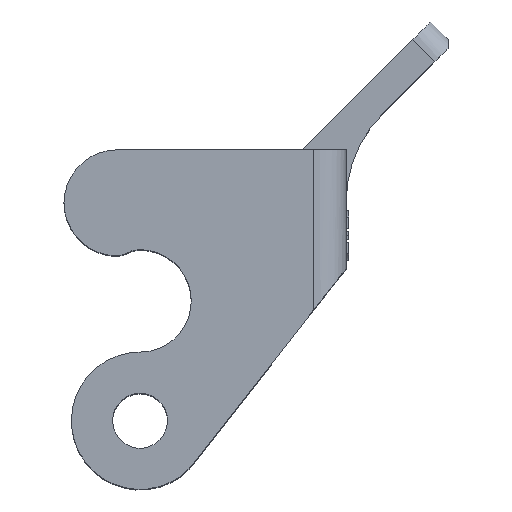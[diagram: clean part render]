
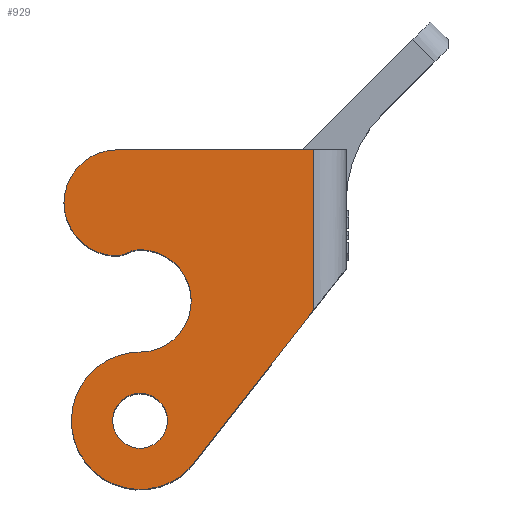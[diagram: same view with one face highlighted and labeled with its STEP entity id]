
A CAD part, top view. The second image highlights one B-rep face of the part: STEP entity #929.
In plain terms, the highlighted planar face has unit normal (0, 0, 1).
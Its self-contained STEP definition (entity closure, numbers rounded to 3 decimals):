
#667=FACE_BOUND('',#1328,.T.);
#668=FACE_BOUND('',#1329,.T.);
#760=CIRCLE('',#3949,2.2);
#763=CIRCLE('',#3953,4.1);
#765=CIRCLE('',#3956,2.1);
#767=CIRCLE('',#3959,2.5);
#769=CIRCLE('',#3962,4.3);
#771=CIRCLE('',#3965,4.3);
#772=CIRCLE('',#3967,5.5);
#929=ADVANCED_FACE('',(#667,#668),#1050,.T.);
#1050=PLANE('',#3968);
#1328=EDGE_LOOP('',(#1901));
#1329=EDGE_LOOP('',(#1902,#1903,#1904,#1905,#1906,#1907,#1908,#1909,#1910));
#1901=ORIENTED_EDGE('',*,*,#2704,.T.);
#1902=ORIENTED_EDGE('',*,*,#2722,.T.);
#1903=ORIENTED_EDGE('',*,*,#2720,.T.);
#1904=ORIENTED_EDGE('',*,*,#2717,.T.);
#1905=ORIENTED_EDGE('',*,*,#2714,.T.);
#1906=ORIENTED_EDGE('',*,*,#2711,.T.);
#1907=ORIENTED_EDGE('',*,*,#2708,.T.);
#1908=ORIENTED_EDGE('',*,*,#2723,.F.);
#1909=ORIENTED_EDGE('',*,*,#2724,.T.);
#1910=ORIENTED_EDGE('',*,*,#2725,.T.);
#2349=VERTEX_POINT('',#5534);
#2353=VERTEX_POINT('',#5542);
#2354=VERTEX_POINT('',#5544);
#2356=VERTEX_POINT('',#5550);
#2358=VERTEX_POINT('',#5556);
#2360=VERTEX_POINT('',#5562);
#2362=VERTEX_POINT('',#5568);
#2363=VERTEX_POINT('',#5572);
#2364=VERTEX_POINT('',#5574);
#2365=VERTEX_POINT('',#5576);
#2704=EDGE_CURVE('',#2349,#2349,#760,.T.);
#2708=EDGE_CURVE('',#2354,#2353,#763,.T.);
#2711=EDGE_CURVE('',#2356,#2354,#765,.T.);
#2714=EDGE_CURVE('',#2358,#2356,#767,.T.);
#2717=EDGE_CURVE('',#2360,#2358,#769,.T.);
#2720=EDGE_CURVE('',#2362,#2360,#771,.T.);
#2722=EDGE_CURVE('',#2363,#2362,#3127,.T.);
#2723=EDGE_CURVE('',#2364,#2353,#772,.T.);
#2724=EDGE_CURVE('',#2364,#2365,#3128,.T.);
#2725=EDGE_CURVE('',#2365,#2363,#3129,.T.);
#3127=LINE('',#5571,#3447);
#3128=LINE('',#5575,#3448);
#3129=LINE('',#5577,#3449);
#3447=VECTOR('',#4614,1.);
#3448=VECTOR('',#4617,1.);
#3449=VECTOR('',#4618,1.);
#3949=AXIS2_PLACEMENT_3D('',#5533,#4572,#4573);
#3953=AXIS2_PLACEMENT_3D('',#5543,#4581,#4582);
#3956=AXIS2_PLACEMENT_3D('',#5549,#4588,#4589);
#3959=AXIS2_PLACEMENT_3D('',#5555,#4595,#4596);
#3962=AXIS2_PLACEMENT_3D('',#5561,#4602,#4603);
#3965=AXIS2_PLACEMENT_3D('',#5567,#4609,#4610);
#3967=AXIS2_PLACEMENT_3D('',#5573,#4615,#4616);
#3968=AXIS2_PLACEMENT_3D('',#5578,#4619,#4620);
#4572=DIRECTION('',(0.,0.,-1.));
#4573=DIRECTION('',(0.,1.,0.));
#4581=DIRECTION('',(0.,0.,-1.));
#4582=DIRECTION('',(0.,1.,0.));
#4588=DIRECTION('',(0.,0.,-1.));
#4589=DIRECTION('',(-0.453,0.891,0.));
#4595=DIRECTION('',(0.,0.,1.));
#4596=DIRECTION('',(0.049,-0.999,0.));
#4602=DIRECTION('',(0.,0.,1.));
#4603=DIRECTION('',(-1.,-0.012,0.));
#4609=DIRECTION('',(0.,0.,1.));
#4610=DIRECTION('',(0.,1.,0.));
#4614=DIRECTION('',(-1.,0.,0.));
#4615=DIRECTION('',(0.,0.,-1.));
#4616=DIRECTION('',(0.822,-0.57,0.));
#4617=DIRECTION('',(0.616,0.788,0.));
#4618=DIRECTION('',(0.,1.,0.));
#4619=DIRECTION('',(0.,0.,1.));
#4620=DIRECTION('',(0.,1.,0.));
#5533=CARTESIAN_POINT('',(435.746,458.45,611.369));
#5534=CARTESIAN_POINT('',(435.746,460.65,611.369));
#5542=CARTESIAN_POINT('',(435.746,463.95,611.369));
#5543=CARTESIAN_POINT('',(435.746,468.05,611.369));
#5544=CARTESIAN_POINT('',(435.746,472.15,611.369));
#5549=CARTESIAN_POINT('',(435.746,470.05,611.369));
#5550=CARTESIAN_POINT('',(434.794,471.922,611.369));
#5555=CARTESIAN_POINT('',(433.66,474.15,611.369));
#5556=CARTESIAN_POINT('',(433.784,471.653,611.369));
#5561=CARTESIAN_POINT('',(433.946,475.95,611.369));
#5562=CARTESIAN_POINT('',(429.646,475.9,611.369));
#5567=CARTESIAN_POINT('',(433.946,475.85,611.369));
#5568=CARTESIAN_POINT('',(433.946,480.15,611.369));
#5571=CARTESIAN_POINT('',(449.646,480.15,611.369));
#5572=CARTESIAN_POINT('',(449.646,480.15,611.369));
#5573=CARTESIAN_POINT('',(435.746,458.45,611.369));
#5574=CARTESIAN_POINT('',(440.265,455.316,611.369));
#5575=CARTESIAN_POINT('',(440.265,455.316,611.369));
#5576=CARTESIAN_POINT('',(449.646,467.322,611.369));
#5577=CARTESIAN_POINT('',(449.646,467.322,611.369));
#5578=CARTESIAN_POINT('',(452.811,452.27,611.369));
